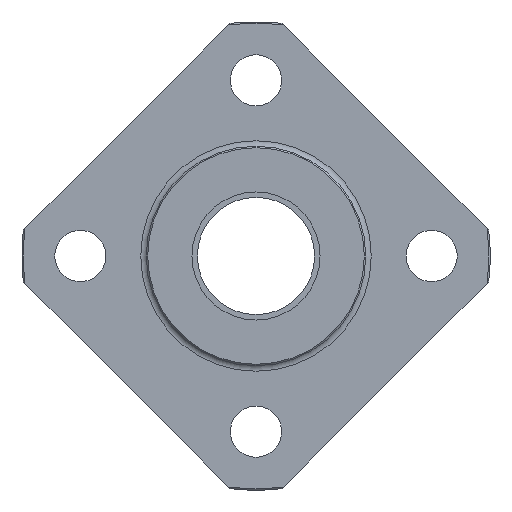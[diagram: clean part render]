
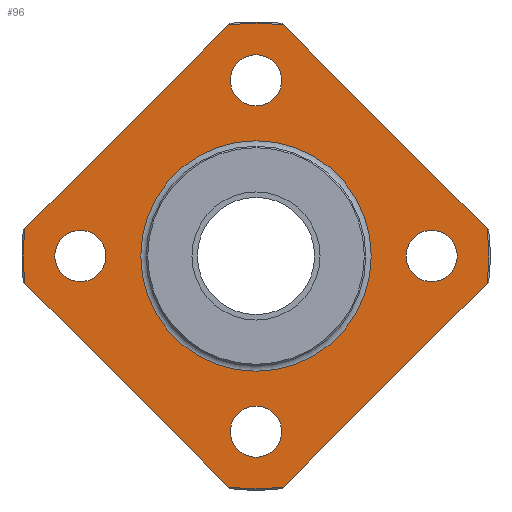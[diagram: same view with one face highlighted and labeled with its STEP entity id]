
A CAD part, left-side view. The second image highlights one B-rep face of the part: STEP entity #96.
In plain terms, the highlighted planar face has unit normal (-1, 0, 0).
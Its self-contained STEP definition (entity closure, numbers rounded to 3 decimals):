
#96 = ADVANCED_FACE( '', ( #219, #220, #221, #222, #223, #224 ), #225, .T. );
#219 = FACE_BOUND( '', #397, .T. );
#220 = FACE_BOUND( '', #398, .T. );
#221 = FACE_BOUND( '', #399, .T. );
#222 = FACE_OUTER_BOUND( '', #400, .T. );
#223 = FACE_BOUND( '', #401, .T. );
#224 = FACE_BOUND( '', #402, .T. );
#225 = PLANE( '', #403 );
#397 = EDGE_LOOP( '', ( #569 ) );
#398 = EDGE_LOOP( '', ( #570 ) );
#399 = EDGE_LOOP( '', ( #571 ) );
#400 = EDGE_LOOP( '', ( #572, #573, #574, #575, #576, #577, #578, #579 ) );
#401 = EDGE_LOOP( '', ( #580 ) );
#402 = EDGE_LOOP( '', ( #581 ) );
#403 = AXIS2_PLACEMENT_3D( '', #582, #583, #584 );
#569 = ORIENTED_EDGE( '', *, *, #889, .T. );
#570 = ORIENTED_EDGE( '', *, *, #890, .T. );
#571 = ORIENTED_EDGE( '', *, *, #891, .T. );
#572 = ORIENTED_EDGE( '', *, *, #892, .F. );
#573 = ORIENTED_EDGE( '', *, *, #893, .F. );
#574 = ORIENTED_EDGE( '', *, *, #894, .F. );
#575 = ORIENTED_EDGE( '', *, *, #895, .F. );
#576 = ORIENTED_EDGE( '', *, *, #896, .F. );
#577 = ORIENTED_EDGE( '', *, *, #897, .F. );
#578 = ORIENTED_EDGE( '', *, *, #898, .F. );
#579 = ORIENTED_EDGE( '', *, *, #899, .F. );
#580 = ORIENTED_EDGE( '', *, *, #884, .T. );
#581 = ORIENTED_EDGE( '', *, *, #900, .T. );
#582 = CARTESIAN_POINT( '', ( 5., 15.9, 0. ) );
#583 = DIRECTION( '', ( -1., 0., 0. ) );
#584 = DIRECTION( '', ( 0., 0., 1. ) );
#884 = EDGE_CURVE( '', #1008, #1008, #1009, .T. );
#889 = EDGE_CURVE( '', #1016, #1016, #1017, .T. );
#890 = EDGE_CURVE( '', #1018, #1018, #1019, .F. );
#891 = EDGE_CURVE( '', #1020, #1020, #1021, .T. );
#892 = EDGE_CURVE( '', #1022, #1023, #1024, .T. );
#893 = EDGE_CURVE( '', #1025, #1022, #1026, .T. );
#894 = EDGE_CURVE( '', #1027, #1025, #1028, .T. );
#895 = EDGE_CURVE( '', #1029, #1027, #1030, .T. );
#896 = EDGE_CURVE( '', #1031, #1029, #1032, .T. );
#897 = EDGE_CURVE( '', #1033, #1031, #1034, .T. );
#898 = EDGE_CURVE( '', #1035, #1033, #1036, .T. );
#899 = EDGE_CURVE( '', #1023, #1035, #1037, .T. );
#900 = EDGE_CURVE( '', #1038, #1038, #1039, .T. );
#1008 = VERTEX_POINT( '', #1191 );
#1009 = CIRCLE( '', #1192, 1.75 );
#1016 = VERTEX_POINT( '', #1199 );
#1017 = CIRCLE( '', #1200, 7.875 );
#1018 = VERTEX_POINT( '', #1201 );
#1019 = CIRCLE( '', #1202, 1.75 );
#1020 = VERTEX_POINT( '', #1203 );
#1021 = CIRCLE( '', #1204, 1.75 );
#1022 = VERTEX_POINT( '', #1205 );
#1023 = VERTEX_POINT( '', #1206 );
#1024 = CIRCLE( '', #1207, 15.9 );
#1025 = VERTEX_POINT( '', #1208 );
#1026 = LINE( '', #1209, #1210 );
#1027 = VERTEX_POINT( '', #1211 );
#1028 = CIRCLE( '', #1212, 15.9 );
#1029 = VERTEX_POINT( '', #1213 );
#1030 = LINE( '', #1214, #1215 );
#1031 = VERTEX_POINT( '', #1216 );
#1032 = CIRCLE( '', #1217, 15.9 );
#1033 = VERTEX_POINT( '', #1218 );
#1034 = LINE( '', #1219, #1220 );
#1035 = VERTEX_POINT( '', #1221 );
#1036 = CIRCLE( '', #1222, 15.9 );
#1037 = LINE( '', #1223, #1224 );
#1038 = VERTEX_POINT( '', #1225 );
#1039 = CIRCLE( '', #1226, 1.75 );
#1191 = CARTESIAN_POINT( '', ( 5., -12., -1.75 ) );
#1192 = AXIS2_PLACEMENT_3D( '', #1439, #1440, #1441 );
#1199 = CARTESIAN_POINT( '', ( 5., 0., -7.875 ) );
#1200 = AXIS2_PLACEMENT_3D( '', #1448, #1449, #1450 );
#1201 = CARTESIAN_POINT( '', ( 5., 12., 1.75 ) );
#1202 = AXIS2_PLACEMENT_3D( '', #1451, #1452, #1453 );
#1203 = CARTESIAN_POINT( '', ( 5., 0., -13.75 ) );
#1204 = AXIS2_PLACEMENT_3D( '', #1454, #1455, #1456 );
#1205 = CARTESIAN_POINT( '', ( 5., 15.787, -1.89 ) );
#1206 = CARTESIAN_POINT( '', ( 5., 15.787, 1.89 ) );
#1207 = AXIS2_PLACEMENT_3D( '', #1457, #1458, #1459 );
#1208 = CARTESIAN_POINT( '', ( 5., 1.89, -15.787 ) );
#1209 = CARTESIAN_POINT( '', ( 5., 16.789, -0.889 ) );
#1210 = VECTOR( '', #1460, 1000. );
#1211 = CARTESIAN_POINT( '', ( 5., -1.89, -15.787 ) );
#1212 = AXIS2_PLACEMENT_3D( '', #1461, #1462, #1463 );
#1213 = CARTESIAN_POINT( '', ( 5., -15.787, -1.89 ) );
#1214 = CARTESIAN_POINT( '', ( 5., -0.889, -16.789 ) );
#1215 = VECTOR( '', #1464, 1000. );
#1216 = CARTESIAN_POINT( '', ( 5., -15.787, 1.89 ) );
#1217 = AXIS2_PLACEMENT_3D( '', #1465, #1466, #1467 );
#1218 = CARTESIAN_POINT( '', ( 5., -1.89, 15.787 ) );
#1219 = CARTESIAN_POINT( '', ( 5., -0.889, 16.789 ) );
#1220 = VECTOR( '', #1468, 1000. );
#1221 = CARTESIAN_POINT( '', ( 5., 1.89, 15.787 ) );
#1222 = AXIS2_PLACEMENT_3D( '', #1469, #1470, #1471 );
#1223 = CARTESIAN_POINT( '', ( 5., 16.789, 0.889 ) );
#1224 = VECTOR( '', #1472, 1000. );
#1225 = CARTESIAN_POINT( '', ( 5., 0., 10.25 ) );
#1226 = AXIS2_PLACEMENT_3D( '', #1473, #1474, #1475 );
#1439 = CARTESIAN_POINT( '', ( 5., -12., 0. ) );
#1440 = DIRECTION( '', ( 1., 0., 0. ) );
#1441 = DIRECTION( '', ( 0., 0., -1. ) );
#1448 = CARTESIAN_POINT( '', ( 5., 0., 0. ) );
#1449 = DIRECTION( '', ( 1., 0., 0. ) );
#1450 = DIRECTION( '', ( 0., 0., -1. ) );
#1451 = CARTESIAN_POINT( '', ( 5., 12., 0. ) );
#1452 = DIRECTION( '', ( -1., 0., 0. ) );
#1453 = DIRECTION( '', ( 0., 0., 1. ) );
#1454 = CARTESIAN_POINT( '', ( 5., 0., -12. ) );
#1455 = DIRECTION( '', ( 1., 0., 0. ) );
#1456 = DIRECTION( '', ( 0., 0., -1. ) );
#1457 = CARTESIAN_POINT( '', ( 5., 0., 0. ) );
#1458 = DIRECTION( '', ( 1., 0., 0. ) );
#1459 = DIRECTION( '', ( 0., 0., -1. ) );
#1460 = DIRECTION( '', ( 0., 0.707, 0.707 ) );
#1461 = CARTESIAN_POINT( '', ( 5., 0., 0. ) );
#1462 = DIRECTION( '', ( 1., 0., 0. ) );
#1463 = DIRECTION( '', ( 0., 0., -1. ) );
#1464 = DIRECTION( '', ( 0., 0.707, -0.707 ) );
#1465 = CARTESIAN_POINT( '', ( 5., 0., 0. ) );
#1466 = DIRECTION( '', ( 1., 0., 0. ) );
#1467 = DIRECTION( '', ( 0., 0., -1. ) );
#1468 = DIRECTION( '', ( 0., -0.707, -0.707 ) );
#1469 = CARTESIAN_POINT( '', ( 5., 0., 0. ) );
#1470 = DIRECTION( '', ( 1., 0., 0. ) );
#1471 = DIRECTION( '', ( 0., 0., -1. ) );
#1472 = DIRECTION( '', ( 0., -0.707, 0.707 ) );
#1473 = CARTESIAN_POINT( '', ( 5., 0., 12. ) );
#1474 = DIRECTION( '', ( 1., 0., 0. ) );
#1475 = DIRECTION( '', ( 0., 0., -1. ) );
